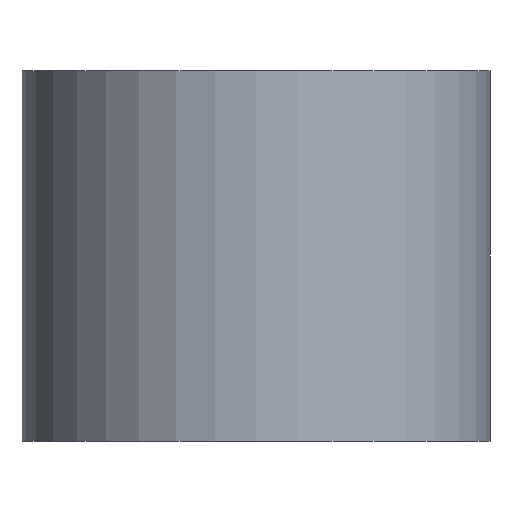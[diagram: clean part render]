
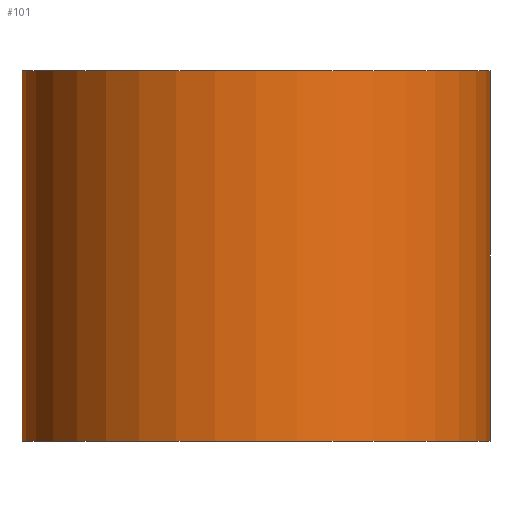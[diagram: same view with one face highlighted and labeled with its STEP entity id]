
A CAD part, front view. The second image highlights one B-rep face of the part: STEP entity #101.
In plain terms, the highlighted cylindrical face has radius 11.8 mm (diameter 23.6 mm), a partial arc.
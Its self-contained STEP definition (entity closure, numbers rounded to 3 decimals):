
#3 = DIRECTION ( 'NONE',  ( 0., 0., 1. ) ) ;
#6 = DIRECTION ( 'NONE',  ( 1., 0., 0. ) ) ;
#22 = VERTEX_POINT ( 'NONE', #67 ) ;
#23 = VERTEX_POINT ( 'NONE', #66 ) ;
#25 = EDGE_CURVE ( 'NONE', #22, #26, #65, .T. ) ;
#26 = VERTEX_POINT ( 'NONE', #61 ) ;
#61 = CARTESIAN_POINT ( 'NONE',  ( 11.8, 0., 0. ) ) ;
#62 = DIRECTION ( 'NONE',  ( 0., 0., -1. ) ) ;
#63 = VECTOR ( 'NONE', #62, 1000. ) ;
#64 = CARTESIAN_POINT ( 'NONE',  ( 11.8, 0., 18.7 ) ) ;
#65 = LINE ( 'NONE', #64, #63 ) ;
#66 = CARTESIAN_POINT ( 'NONE',  ( -11.8, 0., 18.7 ) ) ;
#67 = CARTESIAN_POINT ( 'NONE',  ( 11.8, 0., 18.7 ) ) ;
#76 = VERTEX_POINT ( 'NONE', #131 ) ;
#92 = EDGE_LOOP ( 'NONE', ( #104, #105, #94, #95 ) ) ;
#94 = ORIENTED_EDGE ( 'NONE', *, *, #102, .T. ) ;
#95 = ORIENTED_EDGE ( 'NONE', *, *, #96, .T. ) ;
#96 = EDGE_CURVE ( 'NONE', #76, #26, #142, .T. ) ;
#101 = ADVANCED_FACE ( 'NONE', ( #151 ), #173, .T. ) ;
#102 = EDGE_CURVE ( 'NONE', #23, #76, #172, .T. ) ;
#103 = EDGE_CURVE ( 'NONE', #23, #22, #177, .T. ) ;
#104 = ORIENTED_EDGE ( 'NONE', *, *, #25, .F. ) ;
#105 = ORIENTED_EDGE ( 'NONE', *, *, #103, .F. ) ;
#131 = CARTESIAN_POINT ( 'NONE',  ( -11.8, 0., 0. ) ) ;
#137 = CARTESIAN_POINT ( 'NONE',  ( 0., 0., 0. ) ) ;
#138 = AXIS2_PLACEMENT_3D ( 'NONE', #137, #3, #6 ) ;
#142 = CIRCLE ( 'NONE', #138, 11.8 ) ;
#151 = FACE_OUTER_BOUND ( 'NONE', #92, .T. ) ;
#165 = DIRECTION ( 'NONE',  ( 1., 0., 0. ) ) ;
#166 = DIRECTION ( 'NONE',  ( 0., 0., 1. ) ) ;
#167 = CARTESIAN_POINT ( 'NONE',  ( 0., 0., 18.7 ) ) ;
#168 = DIRECTION ( 'NONE',  ( -1., 0., 0. ) ) ;
#169 = DIRECTION ( 'NONE',  ( 0., 0., -1. ) ) ;
#170 = CARTESIAN_POINT ( 'NONE',  ( 0., 0., 18.7 ) ) ;
#171 = AXIS2_PLACEMENT_3D ( 'NONE', #170, #169, #168 ) ;
#172 = LINE ( 'NONE', #180, #179 ) ;
#173 = CYLINDRICAL_SURFACE ( 'NONE', #171, 11.8 ) ;
#177 = CIRCLE ( 'NONE', #203, 11.8 ) ;
#178 = DIRECTION ( 'NONE',  ( 0., 0., -1. ) ) ;
#179 = VECTOR ( 'NONE', #178, 1000. ) ;
#180 = CARTESIAN_POINT ( 'NONE',  ( -11.8, 0., 18.7 ) ) ;
#203 = AXIS2_PLACEMENT_3D ( 'NONE', #167, #166, #165 ) ;
